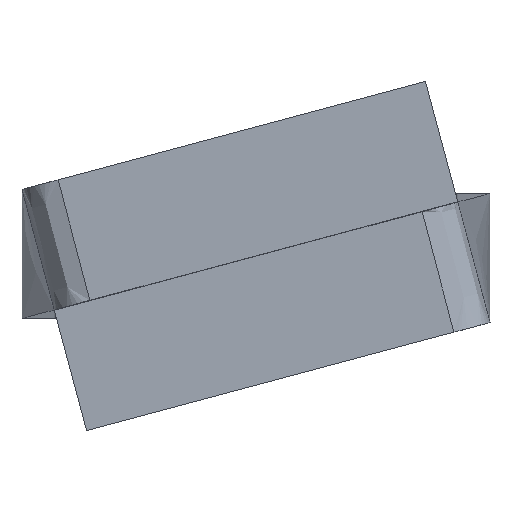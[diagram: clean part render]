
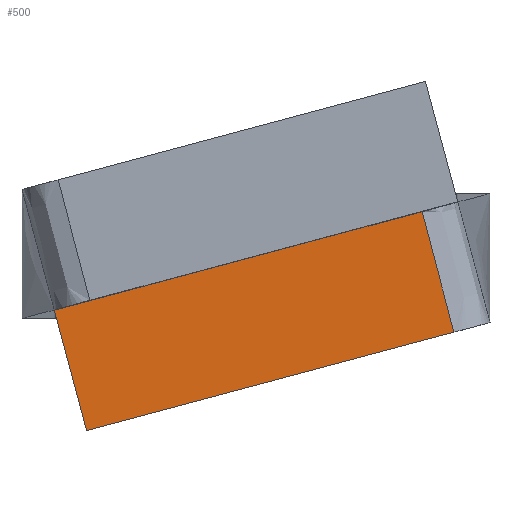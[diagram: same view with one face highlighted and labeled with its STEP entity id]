
A CAD part, front view. The second image highlights one B-rep face of the part: STEP entity #500.
In plain terms, the highlighted planar face has unit normal (0, -1, 0).
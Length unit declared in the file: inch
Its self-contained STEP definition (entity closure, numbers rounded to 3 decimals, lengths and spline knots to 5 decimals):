
#64=B_SPLINE_CURVE_WITH_KNOTS('',3,(#721,#722,#723,#724,#725,#726),.UNSPECIFIED.,
 .F.,.U.,(4,1,1,4),(0.,0.33333,0.66667,1.),.UNSPECIFIED.);
#98=VERTEX_POINT('',#715);
#99=VERTEX_POINT('',#716);
#100=VERTEX_POINT('',#718);
#101=VERTEX_POINT('',#720);
#140=VECTOR('',#563,1.);
#141=VECTOR('',#564,1.);
#142=VECTOR('',#565,1.);
#182=LINE('',#714,#140);
#183=LINE('',#717,#141);
#184=LINE('',#719,#142);
#230=EDGE_CURVE('',#98,#99,#182,.T.);
#231=EDGE_CURVE('',#100,#98,#183,.T.);
#232=EDGE_CURVE('',#100,#101,#184,.T.);
#233=EDGE_CURVE('',#99,#101,#64,.T.);
#306=ORIENTED_EDGE('',*,*,#230,.F.);
#307=ORIENTED_EDGE('',*,*,#231,.F.);
#308=ORIENTED_EDGE('',*,*,#232,.T.);
#309=ORIENTED_EDGE('',*,*,#233,.F.);
#440=EDGE_LOOP('',(#306,#307,#308,#309));
#470=FACE_BOUND('',#440,.T.);
#500=ADVANCED_FACE('',(#470),#1287,.T.);
#530=AXIS2_PLACEMENT_3D('',#713,#562,$);
#562=DIRECTION('',(0.,-1.,0.));
#563=DIRECTION('',(0.966,0.,0.259));
#564=DIRECTION('',(-0.259,0.,0.966));
#565=DIRECTION('',(0.966,0.,0.259));
#713=CARTESIAN_POINT('',(-0.05435,0.,-0.05603));
#714=CARTESIAN_POINT('',(-0.0647,0.,-0.01739));
#715=CARTESIAN_POINT('',(-0.0647,0.,-0.01739));
#716=CARTESIAN_POINT('',(0.0533,0.,0.01423));
#717=CARTESIAN_POINT('',(-0.05435,0.,-0.05603));
#718=CARTESIAN_POINT('',(-0.05435,0.,-0.05603));
#719=CARTESIAN_POINT('',(-0.05435,0.,-0.05603));
#720=CARTESIAN_POINT('',(0.0635,0.,-0.02445));
#721=CARTESIAN_POINT('',(0.0533,0.,0.01423));
#722=CARTESIAN_POINT('',(0.05433,0.,0.01037));
#723=CARTESIAN_POINT('',(0.05646,0.,0.00236));
#724=CARTESIAN_POINT('',(0.05976,0.,-0.01011));
#725=CARTESIAN_POINT('',(0.06222,0.,-0.01953));
#726=CARTESIAN_POINT('',(0.0635,0.,-0.02445));
#1287=PLANE('',#530);
